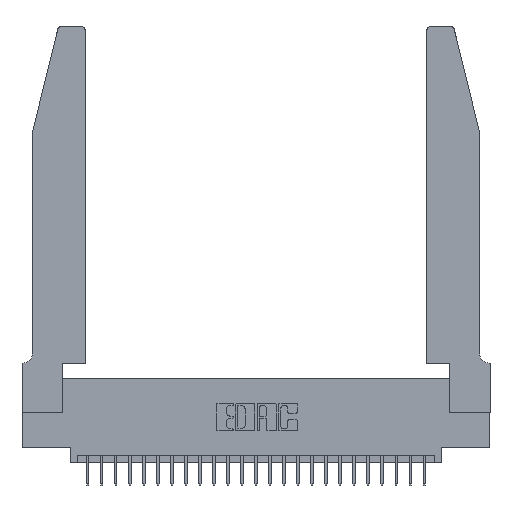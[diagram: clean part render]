
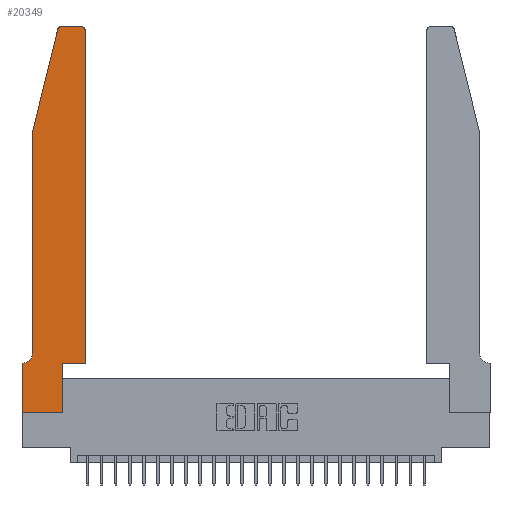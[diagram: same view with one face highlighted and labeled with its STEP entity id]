
A CAD part, top view. The second image highlights one B-rep face of the part: STEP entity #20349.
In plain terms, the highlighted planar face has unit normal (0, 0, 1).
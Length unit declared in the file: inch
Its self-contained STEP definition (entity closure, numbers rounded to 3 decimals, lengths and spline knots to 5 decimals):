
#64 = VERTEX_POINT ( 'NONE', #8053 ) ;
#99 = PLANE ( 'NONE',  #15976 ) ;
#587 = ORIENTED_EDGE ( 'NONE', *, *, #19315, .T. ) ;
#1189 = DIRECTION ( 'NONE',  ( 1., 0., 0. ) ) ;
#1370 = EDGE_CURVE ( 'NONE', #12465, #17394, #3315, .T. ) ;
#1519 = DIRECTION ( 'NONE',  ( 0., 1., 0. ) ) ;
#1648 = CARTESIAN_POINT ( 'NONE',  ( 0., 0., 0.37 ) ) ;
#1696 = VECTOR ( 'NONE', #2368, 39.37008 ) ;
#2368 = DIRECTION ( 'NONE',  ( 0., 1., 0. ) ) ;
#2379 = VERTEX_POINT ( 'NONE', #5088 ) ;
#2824 = ORIENTED_EDGE ( 'NONE', *, *, #24272, .T. ) ;
#2975 = VERTEX_POINT ( 'NONE', #11390 ) ;
#3127 = VERTEX_POINT ( 'NONE', #15991 ) ;
#3315 = LINE ( 'NONE', #9277, #13931 ) ;
#3433 = CIRCLE ( 'NONE', #18099, 0.03 ) ;
#4465 = CARTESIAN_POINT ( 'NONE',  ( 0., 0.35, 0.37 ) ) ;
#5082 = DIRECTION ( 'NONE',  ( 0., 0., -1. ) ) ;
#5088 = CARTESIAN_POINT ( 'NONE',  ( 0.4505, 2.72, 0.37 ) ) ;
#5622 = DIRECTION ( 'NONE',  ( 0., 0., 1. ) ) ;
#5710 = CARTESIAN_POINT ( 'NONE',  ( 0., 0., 0.37 ) ) ;
#6052 = DIRECTION ( 'NONE',  ( 0., -1., 0. ) ) ;
#6094 = FACE_OUTER_BOUND ( 'NONE', #18718, .T. ) ;
#6095 = VERTEX_POINT ( 'NONE', #6593 ) ;
#6301 = AXIS2_PLACEMENT_3D ( 'NONE', #17642, #5082, #19692 ) ;
#6522 = DIRECTION ( 'NONE',  ( -1., 0., 0. ) ) ;
#6593 = CARTESIAN_POINT ( 'NONE',  ( 0.25487, 2.72718, 0.37 ) ) ;
#6607 = DIRECTION ( 'NONE',  ( 1., 0., 0. ) ) ;
#6660 = VECTOR ( 'NONE', #26576, 39.37008 ) ;
#7167 = CARTESIAN_POINT ( 'NONE',  ( 0., 0.35, 0.37 ) ) ;
#7775 = EDGE_CURVE ( 'NONE', #3127, #9300, #23766, .T. ) ;
#7974 = EDGE_CURVE ( 'NONE', #64, #3127, #18732, .T. ) ;
#8053 = CARTESIAN_POINT ( 'NONE',  ( 0.0755, 0.42, 0.37 ) ) ;
#8592 = CARTESIAN_POINT ( 'NONE',  ( 0.0755, 2., 0.37 ) ) ;
#8740 = EDGE_CURVE ( 'NONE', #9548, #64, #16444, .T. ) ;
#9277 = CARTESIAN_POINT ( 'NONE',  ( 0.2605, 2.75, 0.37 ) ) ;
#9300 = VERTEX_POINT ( 'NONE', #7167 ) ;
#9548 = VERTEX_POINT ( 'NONE', #22428 ) ;
#9939 = ORIENTED_EDGE ( 'NONE', *, *, #21517, .T. ) ;
#9946 = VECTOR ( 'NONE', #25814, 39.37008 ) ;
#10324 = CARTESIAN_POINT ( 'NONE',  ( 0.0755, 0.35, 0.37 ) ) ;
#11171 = EDGE_CURVE ( 'NONE', #17394, #6095, #17962, .T. ) ;
#11292 = ORIENTED_EDGE ( 'NONE', *, *, #24495, .T. ) ;
#11390 = CARTESIAN_POINT ( 'NONE',  ( 0.2865, 0.35, 0.37 ) ) ;
#11975 = VECTOR ( 'NONE', #6052, 39.37008 ) ;
#12333 = DIRECTION ( 'NONE',  ( 1., 0., 0. ) ) ;
#12465 = VERTEX_POINT ( 'NONE', #24246 ) ;
#13034 = ORIENTED_EDGE ( 'NONE', *, *, #1370, .T. ) ;
#13291 = LINE ( 'NONE', #1648, #11975 ) ;
#13667 = VECTOR ( 'NONE', #21005, 39.37008 ) ;
#13695 = CARTESIAN_POINT ( 'NONE',  ( 0.4505, 0.35, 0.37 ) ) ;
#13928 = CARTESIAN_POINT ( 'NONE',  ( 0.0755, 2., 0.37 ) ) ;
#13931 = VECTOR ( 'NONE', #6522, 39.37008 ) ;
#13943 = DIRECTION ( 'NONE',  ( 0., 0., 1. ) ) ;
#14204 = CARTESIAN_POINT ( 'NONE',  ( 0.2865, 0., 0.37 ) ) ;
#14227 = CARTESIAN_POINT ( 'NONE',  ( 0.4505, 0.35, 0.37 ) ) ;
#14285 = EDGE_CURVE ( 'NONE', #21265, #2975, #23205, .T. ) ;
#15411 = EDGE_CURVE ( 'NONE', #9300, #19356, #13291, .T. ) ;
#15782 = VECTOR ( 'NONE', #12333, 39.37008 ) ;
#15953 = LINE ( 'NONE', #14227, #21392 ) ;
#15976 = AXIS2_PLACEMENT_3D ( 'NONE', #4465, #19079, #6607 ) ;
#15991 = CARTESIAN_POINT ( 'NONE',  ( 0.0055, 0.35, 0.37 ) ) ;
#16422 = LINE ( 'NONE', #22495, #15782 ) ;
#16444 = LINE ( 'NONE', #13928, #21233 ) ;
#17367 = ORIENTED_EDGE ( 'NONE', *, *, #20741, .T. ) ;
#17394 = VERTEX_POINT ( 'NONE', #19988 ) ;
#17642 = CARTESIAN_POINT ( 'NONE',  ( 0.0055, 0.42, 0.37 ) ) ;
#17962 = CIRCLE ( 'NONE', #18403, 0.03 ) ;
#18099 = AXIS2_PLACEMENT_3D ( 'NONE', #18145, #5622, #20224 ) ;
#18145 = CARTESIAN_POINT ( 'NONE',  ( 0.4205, 2.72, 0.37 ) ) ;
#18403 = AXIS2_PLACEMENT_3D ( 'NONE', #26038, #13943, #1189 ) ;
#18718 = EDGE_LOOP ( 'NONE', ( #13034, #22015, #9939, #24335, #25849, #21645, #19463, #11292, #25177, #2824, #17367, #587 ) ) ;
#18732 = CIRCLE ( 'NONE', #6301, 0.07 ) ;
#19079 = DIRECTION ( 'NONE',  ( 0., 0., 1. ) ) ;
#19141 = CARTESIAN_POINT ( 'NONE',  ( 0.2865, 0.35, 0.37 ) ) ;
#19315 = EDGE_CURVE ( 'NONE', #2379, #12465, #3433, .T. ) ;
#19356 = VERTEX_POINT ( 'NONE', #5710 ) ;
#19463 = ORIENTED_EDGE ( 'NONE', *, *, #15411, .T. ) ;
#19692 = DIRECTION ( 'NONE',  ( -1., 0., 0. ) ) ;
#19988 = CARTESIAN_POINT ( 'NONE',  ( 0.284, 2.75, 0.37 ) ) ;
#20224 = DIRECTION ( 'NONE',  ( 1., 0., 0. ) ) ;
#20349 = ADVANCED_FACE ( 'NONE', ( #6094 ), #99, .T. ) ;
#20741 = EDGE_CURVE ( 'NONE', #24940, #2379, #15953, .T. ) ;
#21005 = DIRECTION ( 'NONE',  ( -0.239, -0.971, 0. ) ) ;
#21233 = VECTOR ( 'NONE', #26025, 39.37008 ) ;
#21265 = VERTEX_POINT ( 'NONE', #14204 ) ;
#21392 = VECTOR ( 'NONE', #1519, 39.37008 ) ;
#21517 = EDGE_CURVE ( 'NONE', #6095, #9548, #24440, .T. ) ;
#21645 = ORIENTED_EDGE ( 'NONE', *, *, #7775, .T. ) ;
#22015 = ORIENTED_EDGE ( 'NONE', *, *, #11171, .T. ) ;
#22428 = CARTESIAN_POINT ( 'NONE',  ( 0.0755, 2., 0.37 ) ) ;
#22495 = CARTESIAN_POINT ( 'NONE',  ( 0., 0., 0.37 ) ) ;
#23205 = LINE ( 'NONE', #19141, #1696 ) ;
#23766 = LINE ( 'NONE', #10324, #6660 ) ;
#24246 = CARTESIAN_POINT ( 'NONE',  ( 0.4205, 2.75, 0.37 ) ) ;
#24272 = EDGE_CURVE ( 'NONE', #2975, #24940, #26197, .T. ) ;
#24335 = ORIENTED_EDGE ( 'NONE', *, *, #8740, .T. ) ;
#24440 = LINE ( 'NONE', #8592, #13667 ) ;
#24495 = EDGE_CURVE ( 'NONE', #19356, #21265, #16422, .T. ) ;
#24940 = VERTEX_POINT ( 'NONE', #26878 ) ;
#25177 = ORIENTED_EDGE ( 'NONE', *, *, #14285, .T. ) ;
#25814 = DIRECTION ( 'NONE',  ( 1., 0., 0. ) ) ;
#25849 = ORIENTED_EDGE ( 'NONE', *, *, #7974, .T. ) ;
#26025 = DIRECTION ( 'NONE',  ( 0., -1., 0. ) ) ;
#26038 = CARTESIAN_POINT ( 'NONE',  ( 0.284, 2.72, 0.37 ) ) ;
#26197 = LINE ( 'NONE', #13695, #9946 ) ;
#26576 = DIRECTION ( 'NONE',  ( -1., 0., 0. ) ) ;
#26878 = CARTESIAN_POINT ( 'NONE',  ( 0.4505, 0.35, 0.37 ) ) ;
